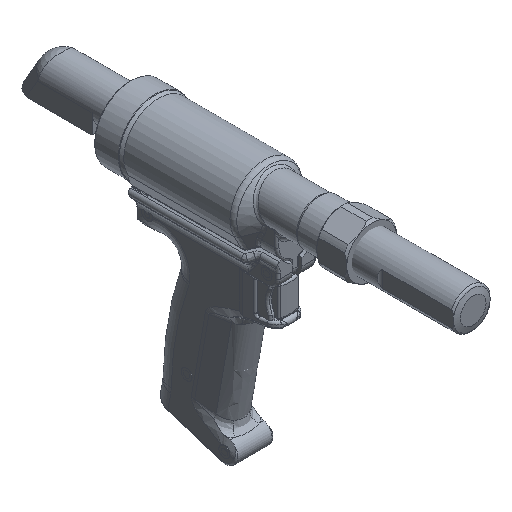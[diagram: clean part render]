
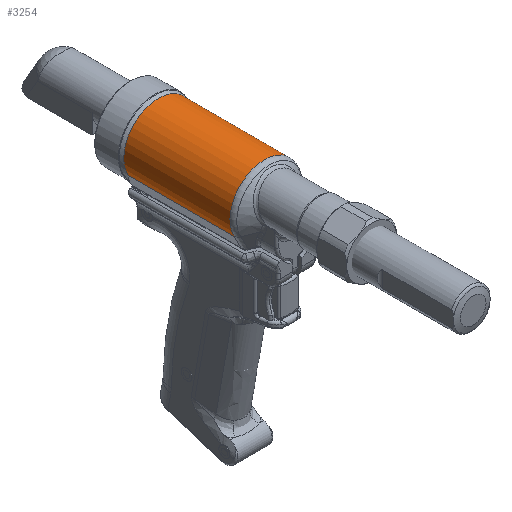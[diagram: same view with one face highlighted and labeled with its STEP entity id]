
A CAD part, isometric view. The second image highlights one B-rep face of the part: STEP entity #3254.
In plain terms, the highlighted cylindrical face has radius 24.194 mm (diameter 48.387 mm), a partial arc.
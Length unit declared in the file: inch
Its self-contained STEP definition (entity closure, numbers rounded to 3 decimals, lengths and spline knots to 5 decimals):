
#664=LINE('',#25373,#1583);
#665=LINE('',#25377,#1584);
#1583=VECTOR('',#18269,1.);
#1584=VECTOR('',#18272,1.);
#2283=CYLINDRICAL_SURFACE('',#15781,0.9525);
#3254=ADVANCED_FACE('',(#4197),#2283,.T.);
#4197=FACE_OUTER_BOUND('',#5052,.T.);
#5052=EDGE_LOOP('',(#7979,#7980,#7981,#7982));
#6055=CIRCLE('',#15759,0.9525);
#6066=CIRCLE('',#15780,0.9525);
#7979=ORIENTED_EDGE('',*,*,#13363,.T.);
#7980=ORIENTED_EDGE('',*,*,#13364,.T.);
#7981=ORIENTED_EDGE('',*,*,#13365,.T.);
#7982=ORIENTED_EDGE('',*,*,#13322,.T.);
#11670=VERTEX_POINT('',#24908);
#11671=VERTEX_POINT('',#24909);
#11692=VERTEX_POINT('',#25374);
#11693=VERTEX_POINT('',#25376);
#13322=EDGE_CURVE('',#11670,#11671,#6055,.T.);
#13363=EDGE_CURVE('',#11671,#11692,#664,.T.);
#13364=EDGE_CURVE('',#11692,#11693,#6066,.T.);
#13365=EDGE_CURVE('',#11693,#11670,#665,.T.);
#15759=AXIS2_PLACEMENT_3D('',#24907,#18220,#18221);
#15780=AXIS2_PLACEMENT_3D('',#25375,#18270,#18271);
#15781=AXIS2_PLACEMENT_3D('',#25378,#18273,#18274);
#18220=DIRECTION('',(0.,1.,0.));
#18221=DIRECTION('',(0.,0.,-1.));
#18269=DIRECTION('',(0.,1.,0.));
#18270=DIRECTION('',(0.,-1.,0.));
#18271=DIRECTION('',(0.,0.,-1.));
#18272=DIRECTION('',(0.,-1.,0.));
#18273=DIRECTION('',(0.,-1.,0.));
#18274=DIRECTION('',(0.,0.,1.));
#24907=CARTESIAN_POINT('',(0.,2.62046,-0.23));
#24908=CARTESIAN_POINT('',(-0.84151,2.62046,-0.67622));
#24909=CARTESIAN_POINT('',(0.84151,2.62046,-0.67622));
#25373=CARTESIAN_POINT('',(0.84151,-1.80881,-0.67622));
#25374=CARTESIAN_POINT('',(0.84151,5.53672,-0.67622));
#25375=CARTESIAN_POINT('',(0.,5.53672,-0.23));
#25376=CARTESIAN_POINT('',(-0.84151,5.53672,-0.67622));
#25377=CARTESIAN_POINT('',(-0.84151,-1.80881,-0.67622));
#25378=CARTESIAN_POINT('',(0.,-1.80881,-0.23));
